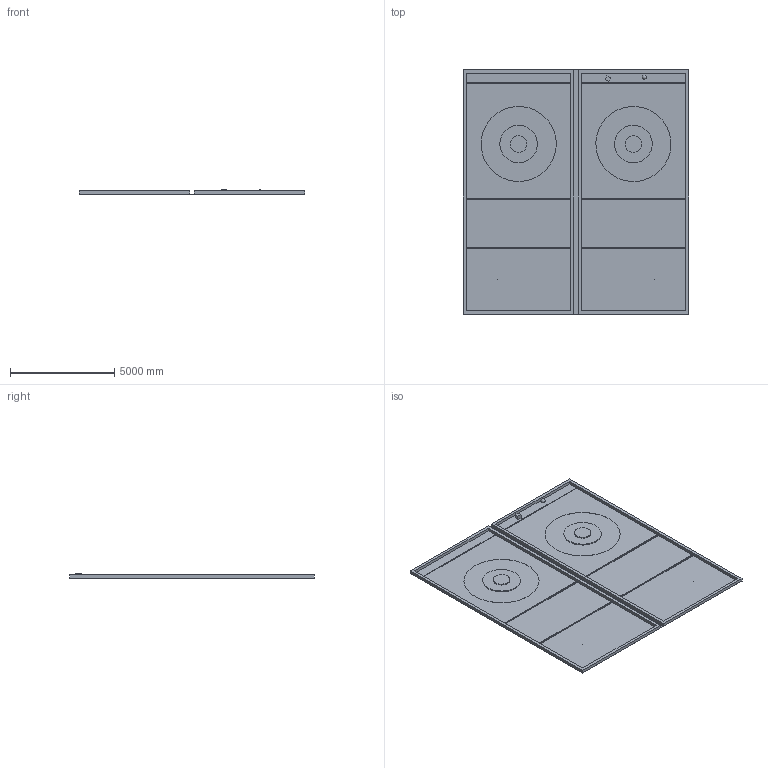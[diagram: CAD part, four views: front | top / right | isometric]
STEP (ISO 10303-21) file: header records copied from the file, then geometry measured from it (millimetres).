
FILE_DESCRIPTION(/* description */ ('Unknown'),/* implementation_level */ '2;1');
FILE_NAME(/* name */ 'フィールドv1',/* time_stamp */ '2024-04-17T22:51:38+09:00',/* author */ ('Unknown'),/* organization */ ('Unknown'),/* preprocessor_version */ 'ST-DEVELOPER v18.1',/* originating_system */ 'Solid Edge',/* authorisation */ 'Unknown');
FILE_SCHEMA (('AUTOMOTIVE_DESIGN {1 0 10303 214 3 1 1}'));
Length unit declared in the file: millimetre
Products named in the file (15): フィールﾉ0v; 底d; 外; スタート; エリア6; エリ｢0B; エリアオブジ; 青1; 赤1; 2; 赤33; 青33; カラー0; ボッ5
Assembly tree (21 placements, depth 2):
  フィールﾉ0v
    底d
    外  x2
    スタート
    スタート
    エリア6  x4
    エリ｢0B  x2
    エリアオブジ  x2
    青1
    赤1
    2  x2
    赤33
    青33
    カラー0
    ボッ5
Bounding box: 10800 x 11700 x 202 mm (x, y, z)
Volume: 2192403318.4 mm3; surface area: 406333857 mm2
Topology: 21 solids, 21 shells, 111 faces, 213 edges, 142 vertices
Faces by surface type: plane 104, cylinder 6, sphere 1
Full cylindrical faces by diameter (mm): 800 x2, 1800 x2, 3600 x2
Entity records: 2069 total; most frequent: DIRECTION 308, CARTESIAN_POINT 291, ORIENTED_EDGE 236, EDGE_CURVE 118, LINE 108, VECTOR 108, AXIS2_PLACEMENT_3D 100, VERTEX_POINT 83
